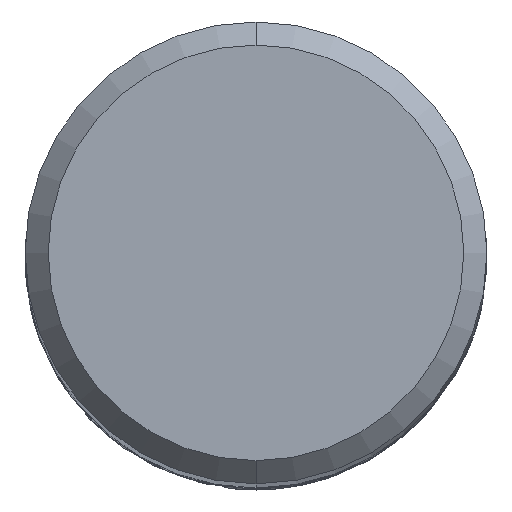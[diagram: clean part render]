
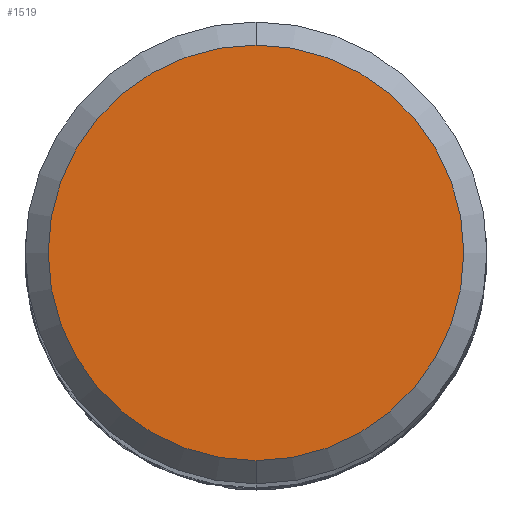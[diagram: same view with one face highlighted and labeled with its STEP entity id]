
A CAD part, top view. The second image highlights one B-rep face of the part: STEP entity #1519.
In plain terms, the highlighted planar face has unit normal (0, 0, 1).
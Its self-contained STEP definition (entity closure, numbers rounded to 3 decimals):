
#889=EDGE_CURVE('',#1851,#1535,#2306,.T.);
#1519=ADVANCED_FACE('',(#2990),#2991,.T.);
#1535=VERTEX_POINT('',#3008);
#1845=EDGE_CURVE('',#1535,#1851,#3345,.T.);
#1851=VERTEX_POINT('',#3351);
#2306=CIRCLE('',#6394,3.6);
#2990=FACE_OUTER_BOUND('',#14680,.T.);
#2991=PLANE('',#14681);
#3008=CARTESIAN_POINT('',(0.,-3.6,0.0));
#3345=CIRCLE('',#17674,3.6);
#3351=CARTESIAN_POINT('',(0.0,3.6,0.0));
#6394=AXIS2_PLACEMENT_3D('',#21168,#21169,#21170);
#14680=EDGE_LOOP('',(#21825,#21826));
#14681=AXIS2_PLACEMENT_3D('',#21827,#21828,#21829);
#17674=AXIS2_PLACEMENT_3D('',#22136,#22137,#22138);
#21168=CARTESIAN_POINT('',(0.0,0.0,0.0));
#21169=DIRECTION('',(0.0,0.0,-1.0));
#21170=DIRECTION('',(0.0,1.0,0.0));
#21825=ORIENTED_EDGE('',*,*,#889,.F.);
#21826=ORIENTED_EDGE('',*,*,#1845,.F.);
#21827=CARTESIAN_POINT('',(0.0,1.8,0.0));
#21828=DIRECTION('',(-0.0,0.0,1.0));
#21829=DIRECTION('',(0.0,-1.0,0.0));
#22136=CARTESIAN_POINT('',(0.0,0.0,0.0));
#22137=DIRECTION('',(0.0,0.0,-1.0));
#22138=DIRECTION('',(0.0,1.0,0.0));
